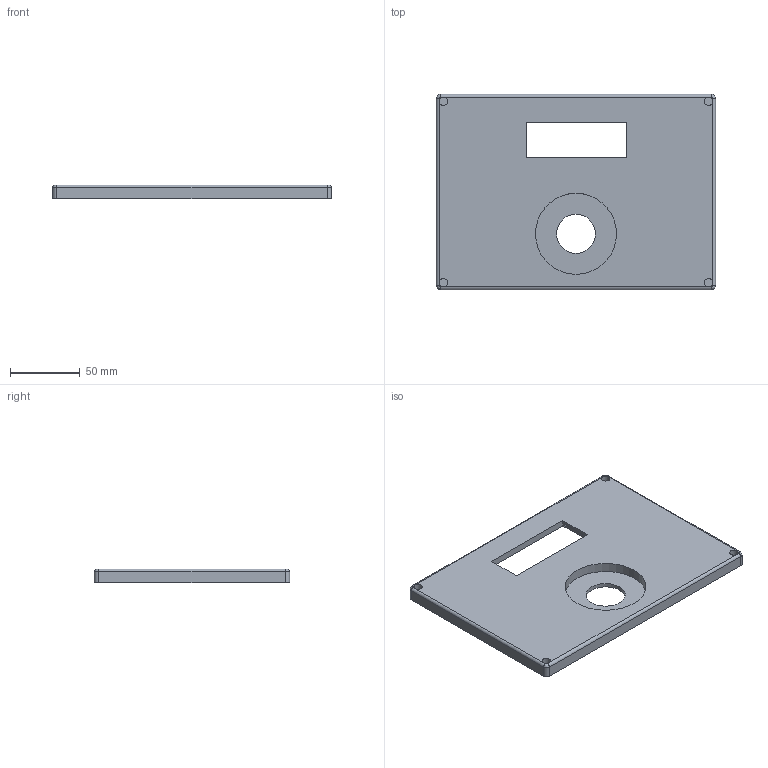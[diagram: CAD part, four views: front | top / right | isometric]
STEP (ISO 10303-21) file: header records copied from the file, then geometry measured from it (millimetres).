
FILE_DESCRIPTION(/* description */ (''),/* implementation_level */ '2;1');
FILE_NAME(/* name */ 'Top Frame Blank.step',/* time_stamp */ '2024-07-18T19:54:41-04:00',/* author */ (''),/* organization */ (''),/* preprocessor_version */ 'ST-DEVELOPER v20',/* originating_system */ 'Autodesk Translation Framework v13.14.0.145',/* authorisation */ '');
FILE_SCHEMA (('AUTOMOTIVE_DESIGN { 1 0 10303 214 3 1 1 }'));
Length unit declared in the file: millimetre
Products named in the file (2): button test; screentest v9
Assembly tree (1 placements, depth 2):
  button test
    screentest v9
Bounding box: 200 x 140 x 10 mm (x, y, z)
Volume: 231781.6 mm3; surface area: 61917.8 mm2
Topology: 1 solids, 1 shells, 68 faces, 160 edges, 104 vertices
Faces by surface type: plane 40, cylinder 24, bspline 4
Full cylindrical faces by diameter (mm): 3.3 x6, 4.6 x4, 6.1 x4, 28 x1, 58 x1
Entity records: 2057 total; most frequent: CARTESIAN_POINT 409, DIRECTION 342, ORIENTED_EDGE 320, EDGE_CURVE 160, AXIS2_PLACEMENT_3D 125, VERTEX_POINT 104, LINE 92, VECTOR 92
